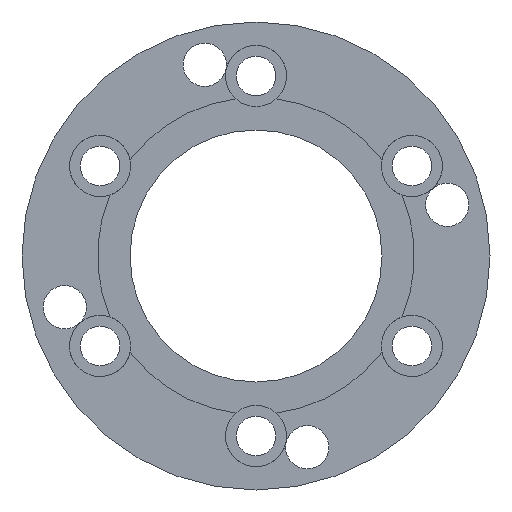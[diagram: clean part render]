
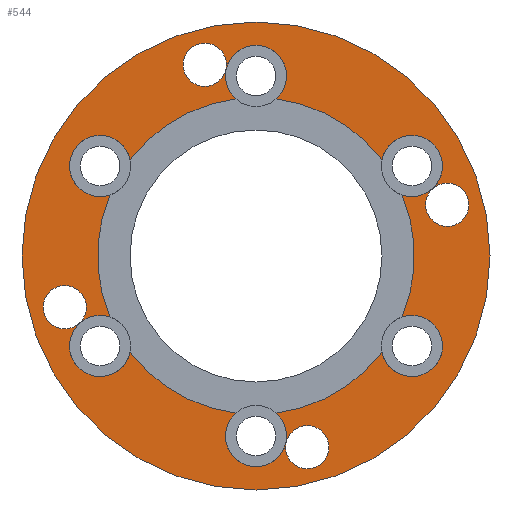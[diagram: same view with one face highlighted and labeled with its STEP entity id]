
A CAD part, left-side view. The second image highlights one B-rep face of the part: STEP entity #544.
In plain terms, the highlighted planar face has unit normal (-1, 0, 0).
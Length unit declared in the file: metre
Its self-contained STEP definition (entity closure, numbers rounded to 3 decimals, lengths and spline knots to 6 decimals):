
#36=PLANE('',#594);
#48=ORIENTED_EDGE('',*,*,#184,.F.);
#49=ORIENTED_EDGE('',*,*,#185,.F.);
#50=ORIENTED_EDGE('',*,*,#186,.F.);
#51=ORIENTED_EDGE('',*,*,#187,.F.);
#52=ORIENTED_EDGE('',*,*,#188,.F.);
#53=ORIENTED_EDGE('',*,*,#189,.F.);
#54=ORIENTED_EDGE('',*,*,#190,.F.);
#55=ORIENTED_EDGE('',*,*,#191,.F.);
#56=ORIENTED_EDGE('',*,*,#192,.F.);
#57=ORIENTED_EDGE('',*,*,#193,.F.);
#58=ORIENTED_EDGE('',*,*,#194,.F.);
#59=ORIENTED_EDGE('',*,*,#195,.F.);
#60=ORIENTED_EDGE('',*,*,#196,.F.);
#61=ORIENTED_EDGE('',*,*,#197,.F.);
#62=ORIENTED_EDGE('',*,*,#198,.F.);
#63=ORIENTED_EDGE('',*,*,#199,.F.);
#64=ORIENTED_EDGE('',*,*,#200,.F.);
#184=EDGE_CURVE('',#252,#252,#308,.T.);
#185=EDGE_CURVE('',#253,#253,#309,.T.);
#186=EDGE_CURVE('',#254,#254,#310,.T.);
#187=EDGE_CURVE('',#255,#255,#311,.T.);
#188=EDGE_CURVE('',#256,#256,#312,.T.);
#189=EDGE_CURVE('',#257,#258,#313,.T.);
#190=EDGE_CURVE('',#259,#257,#314,.T.);
#191=EDGE_CURVE('',#260,#259,#315,.T.);
#192=EDGE_CURVE('',#261,#260,#316,.T.);
#193=EDGE_CURVE('',#262,#261,#317,.T.);
#194=EDGE_CURVE('',#263,#262,#318,.T.);
#195=EDGE_CURVE('',#264,#263,#319,.T.);
#196=EDGE_CURVE('',#265,#264,#320,.T.);
#197=EDGE_CURVE('',#266,#265,#321,.T.);
#198=EDGE_CURVE('',#267,#266,#322,.T.);
#199=EDGE_CURVE('',#268,#267,#323,.T.);
#200=EDGE_CURVE('',#258,#268,#324,.T.);
#252=VERTEX_POINT('',#886);
#253=VERTEX_POINT('',#888);
#254=VERTEX_POINT('',#890);
#255=VERTEX_POINT('',#892);
#256=VERTEX_POINT('',#894);
#257=VERTEX_POINT('',#896);
#258=VERTEX_POINT('',#897);
#259=VERTEX_POINT('',#899);
#260=VERTEX_POINT('',#901);
#261=VERTEX_POINT('',#903);
#262=VERTEX_POINT('',#905);
#263=VERTEX_POINT('',#907);
#264=VERTEX_POINT('',#909);
#265=VERTEX_POINT('',#911);
#266=VERTEX_POINT('',#913);
#267=VERTEX_POINT('',#915);
#268=VERTEX_POINT('',#917);
#308=CIRCLE('',#595,0.065);
#309=CIRCLE('',#596,0.006);
#310=CIRCLE('',#597,0.006);
#311=CIRCLE('',#598,0.006);
#312=CIRCLE('',#599,0.006);
#313=CIRCLE('',#600,0.044);
#314=CIRCLE('',#601,0.0085);
#315=CIRCLE('',#602,0.044);
#316=CIRCLE('',#603,0.0085);
#317=CIRCLE('',#604,0.044);
#318=CIRCLE('',#605,0.0085);
#319=CIRCLE('',#606,0.044);
#320=CIRCLE('',#607,0.0085);
#321=CIRCLE('',#608,0.044);
#322=CIRCLE('',#609,0.0085);
#323=CIRCLE('',#610,0.044);
#324=CIRCLE('',#611,0.0085);
#364=EDGE_LOOP('',(#48));
#365=EDGE_LOOP('',(#49));
#366=EDGE_LOOP('',(#50));
#367=EDGE_LOOP('',(#51));
#368=EDGE_LOOP('',(#52));
#369=EDGE_LOOP('',(#53,#54,#55,#56,#57,#58,#59,#60,#61,#62,#63,#64));
#442=FACE_BOUND('',#364,.T.);
#443=FACE_BOUND('',#365,.T.);
#444=FACE_BOUND('',#366,.T.);
#445=FACE_BOUND('',#367,.T.);
#446=FACE_BOUND('',#368,.T.);
#447=FACE_BOUND('',#369,.T.);
#544=ADVANCED_FACE('',(#442,#443,#444,#445,#446,#447),#36,.F.);
#594=AXIS2_PLACEMENT_3D('',#884,#690,#691);
#595=AXIS2_PLACEMENT_3D('',#885,#692,#693);
#596=AXIS2_PLACEMENT_3D('',#887,#694,#695);
#597=AXIS2_PLACEMENT_3D('',#889,#696,#697);
#598=AXIS2_PLACEMENT_3D('',#891,#698,#699);
#599=AXIS2_PLACEMENT_3D('',#893,#700,#701);
#600=AXIS2_PLACEMENT_3D('',#895,#702,#703);
#601=AXIS2_PLACEMENT_3D('',#898,#704,#705);
#602=AXIS2_PLACEMENT_3D('',#900,#706,#707);
#603=AXIS2_PLACEMENT_3D('',#902,#708,#709);
#604=AXIS2_PLACEMENT_3D('',#904,#710,#711);
#605=AXIS2_PLACEMENT_3D('',#906,#712,#713);
#606=AXIS2_PLACEMENT_3D('',#908,#714,#715);
#607=AXIS2_PLACEMENT_3D('',#910,#716,#717);
#608=AXIS2_PLACEMENT_3D('',#912,#718,#719);
#609=AXIS2_PLACEMENT_3D('',#914,#720,#721);
#610=AXIS2_PLACEMENT_3D('',#916,#722,#723);
#611=AXIS2_PLACEMENT_3D('',#918,#724,#725);
#690=DIRECTION('',(1.,0.,0.));
#691=DIRECTION('',(0.,1.,0.));
#692=DIRECTION('',(1.,0.,0.));
#693=DIRECTION('',(0.,0.,-1.));
#694=DIRECTION('',(-1.,0.,0.));
#695=DIRECTION('',(0.,0.,1.));
#696=DIRECTION('',(-1.,0.,0.));
#697=DIRECTION('',(0.,0.,1.));
#698=DIRECTION('',(-1.,0.,0.));
#699=DIRECTION('',(0.,0.,1.));
#700=DIRECTION('',(-1.,0.,0.));
#701=DIRECTION('',(0.,0.,1.));
#702=DIRECTION('',(-1.,0.,0.));
#703=DIRECTION('',(0.,0.,1.));
#704=DIRECTION('',(-1.,0.,0.));
#705=DIRECTION('',(0.,0.,1.));
#706=DIRECTION('',(-1.,0.,0.));
#707=DIRECTION('',(0.,0.,1.));
#708=DIRECTION('',(-1.,0.,0.));
#709=DIRECTION('',(0.,0.,1.));
#710=DIRECTION('',(-1.,0.,0.));
#711=DIRECTION('',(0.,0.,1.));
#712=DIRECTION('',(-1.,0.,0.));
#713=DIRECTION('',(0.,0.,1.));
#714=DIRECTION('',(-1.,0.,0.));
#715=DIRECTION('',(0.,0.,1.));
#716=DIRECTION('',(-1.,0.,0.));
#717=DIRECTION('',(0.,0.,1.));
#718=DIRECTION('',(-1.,0.,0.));
#719=DIRECTION('',(0.,0.,1.));
#720=DIRECTION('',(-1.,0.,0.));
#721=DIRECTION('',(0.,0.,1.));
#722=DIRECTION('',(-1.,0.,0.));
#723=DIRECTION('',(0.,0.,1.));
#724=DIRECTION('',(-1.,0.,0.));
#725=DIRECTION('',(0.,0.,1.));
#884=CARTESIAN_POINT('',(0.,0.,0.));
#885=CARTESIAN_POINT('',(0.,0.,0.));
#886=CARTESIAN_POINT('',(0.,0.,-0.065));
#887=CARTESIAN_POINT('',(0.,-0.053126,0.014235));
#888=CARTESIAN_POINT('',(0.,-0.053126,0.020235));
#889=CARTESIAN_POINT('',(0.,0.014235,0.053126));
#890=CARTESIAN_POINT('',(0.,0.014235,0.059126));
#891=CARTESIAN_POINT('',(0.,0.053126,-0.014235));
#892=CARTESIAN_POINT('',(0.,0.053126,-0.008235));
#893=CARTESIAN_POINT('',(0.,-0.014235,-0.053126));
#894=CARTESIAN_POINT('',(0.,-0.014235,-0.047126));
#895=CARTESIAN_POINT('',(0.,0.,0.));
#896=CARTESIAN_POINT('',(0.,0.005636,0.043638));
#897=CARTESIAN_POINT('',(0.,0.034973,0.0267));
#898=CARTESIAN_POINT('',(0.,0.,0.05));
#899=CARTESIAN_POINT('',(0.,-0.005636,0.043638));
#900=CARTESIAN_POINT('',(0.,0.,0.));
#901=CARTESIAN_POINT('',(0.,-0.034973,0.0267));
#902=CARTESIAN_POINT('',(0.,-0.043301,0.025));
#903=CARTESIAN_POINT('',(0.,-0.040609,0.016938));
#904=CARTESIAN_POINT('',(0.,0.,0.));
#905=CARTESIAN_POINT('',(0.,-0.040609,-0.016938));
#906=CARTESIAN_POINT('',(0.,-0.043301,-0.025));
#907=CARTESIAN_POINT('',(0.,-0.034973,-0.0267));
#908=CARTESIAN_POINT('',(0.,0.,0.));
#909=CARTESIAN_POINT('',(0.,-0.005636,-0.043638));
#910=CARTESIAN_POINT('',(0.,0.,-0.05));
#911=CARTESIAN_POINT('',(0.,0.005636,-0.043638));
#912=CARTESIAN_POINT('',(0.,0.,0.));
#913=CARTESIAN_POINT('',(0.,0.034973,-0.0267));
#914=CARTESIAN_POINT('',(0.,0.043301,-0.025));
#915=CARTESIAN_POINT('',(0.,0.040609,-0.016938));
#916=CARTESIAN_POINT('',(0.,0.,0.));
#917=CARTESIAN_POINT('',(0.,0.040609,0.016938));
#918=CARTESIAN_POINT('',(0.,0.043301,0.025));
